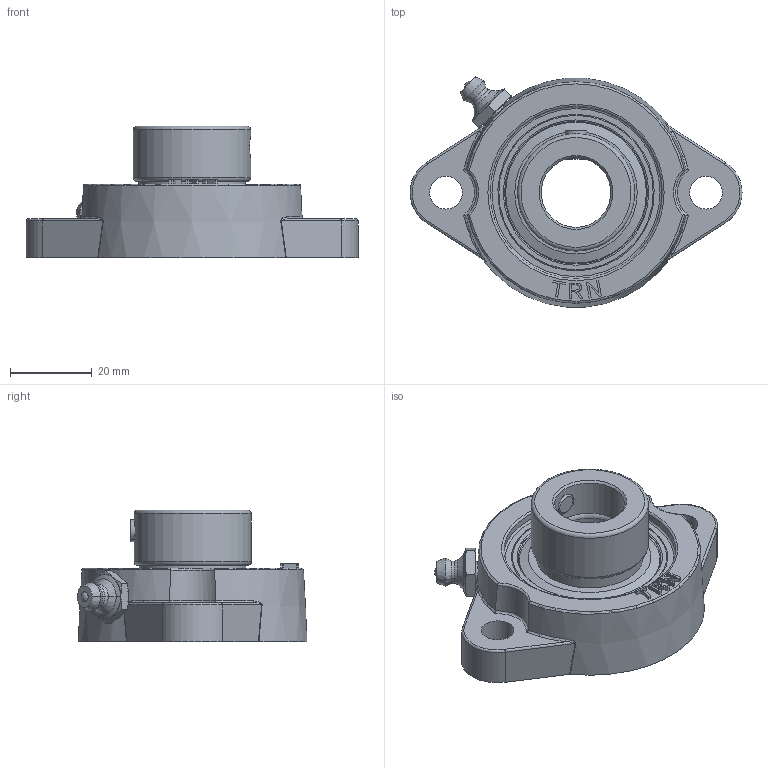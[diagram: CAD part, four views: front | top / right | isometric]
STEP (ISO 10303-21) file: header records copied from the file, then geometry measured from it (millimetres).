
FILE_DESCRIPTION(/* description */ ('Alibre Inc.'),/* implementation_level */ '2;1');
FILE_NAME(/* name */ 'export0',/* time_stamp */ '2015-12-02T08:30:15-08:00',/* author */ (''),/* organization */ (''),/* preprocessor_version */ 'ST-DEVELOPER v12',/* originating_system */ 'Alibre',/* authorisation */ '');
FILE_SCHEMA (('AUTOMOTIVE_DESIGN'));
Length unit declared in the file: inch
Products named in the file (8): 3
Bounding box: 81 x 56.11 x 32.11 mm (x, y, z)
Volume: 37749.7 mm3; surface area: 22174.7 mm2
Topology: 8 solids, 8 shells, 227 faces, 530 edges, 329 vertices
Faces by surface type: plane 87, cylinder 42, cone 35, bspline 28, torus 28, sphere 7
Full cylindrical faces by diameter (mm): 5 x2, 5.359 x3, 8 x2, 17 x2, 25 x2, 26 x3, 28.6 x1, 33.422 x1, 35.454 x2, 42 x2
Entity records: 7798 total; most frequent: CARTESIAN_POINT 3168, ORIENTED_EDGE 912, DIRECTION 789, EDGE_CURVE 456, AXIS2_PLACEMENT_3D 358, VERTEX_POINT 307, FACE_BOUND 289, EDGE_LOOP 288
